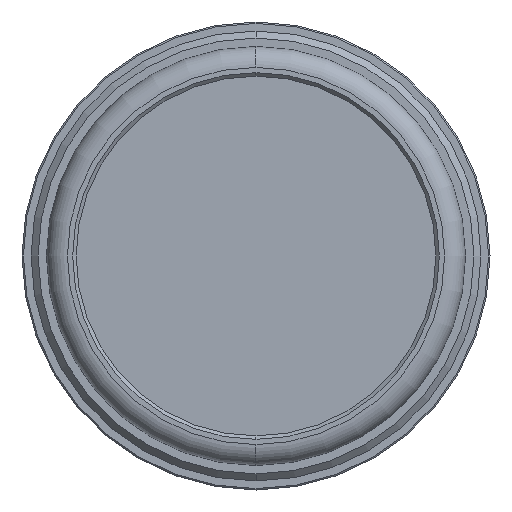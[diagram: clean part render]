
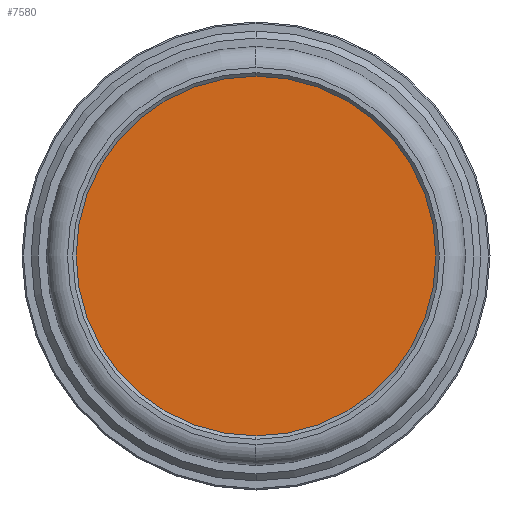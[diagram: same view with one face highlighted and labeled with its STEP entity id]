
A CAD part, left-side view. The second image highlights one B-rep face of the part: STEP entity #7580.
In plain terms, the highlighted planar face has unit normal (-1, 0, 0).
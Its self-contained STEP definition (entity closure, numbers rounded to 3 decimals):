
#7170=CARTESIAN_POINT('',(12.95,-183.,809.133));
#7180=VERTEX_POINT('',#7170);
#7210=CARTESIAN_POINT('',(12.95,-183.,834.883));
#7220=DIRECTION('',(1.,0.,0.));
#7230=DIRECTION('',(0.,0.,-1.));
#7240=AXIS2_PLACEMENT_3D('',#7210,#7220,#7230);
#7250=CIRCLE('',#7240,25.75);
#7260=CARTESIAN_POINT('',(12.95,-183.,860.633));
#7270=VERTEX_POINT('',#7260);
#7280=EDGE_CURVE('',#7270,#7180,#7250,.T.);
#7480=CARTESIAN_POINT('',(12.95,-183.,822.008));
#7490=DIRECTION('',(-1.,0.,0.));
#7500=DIRECTION('',(0.,0.,1.));
#7510=AXIS2_PLACEMENT_3D('',#7480,#7490,#7500);
#7520=PLANE('',#7510);
#7530=EDGE_CURVE('',#7180,#7270,#7250,.T.);
#7540=ORIENTED_EDGE('',*,*,#7530,.F.);
#7550=ORIENTED_EDGE('',*,*,#7280,.F.);
#7560=EDGE_LOOP('',(#7550,#7540));
#7570=FACE_OUTER_BOUND('',#7560,.T.);
#7580=ADVANCED_FACE('',(#7570),#7520,.T.);
